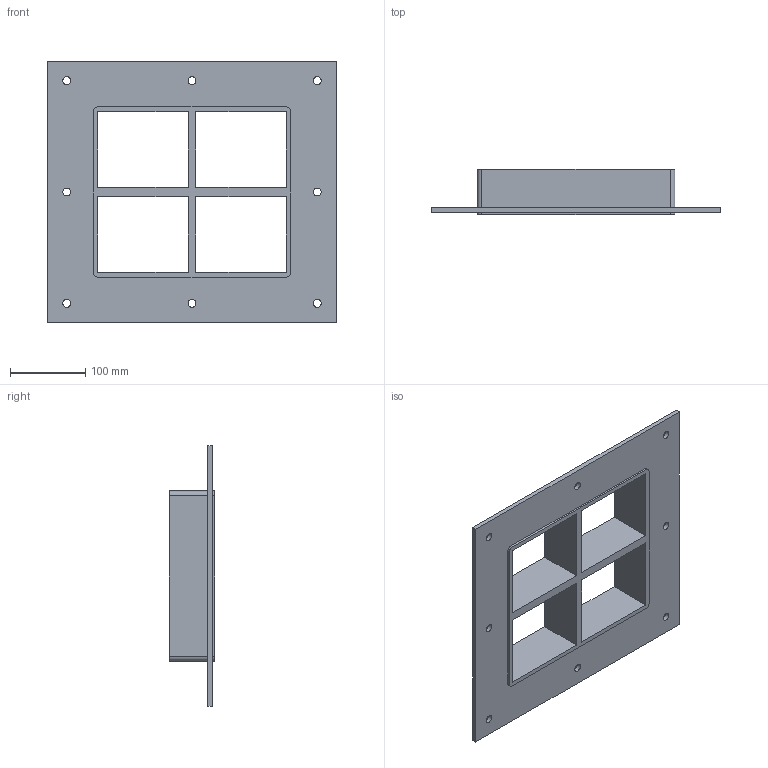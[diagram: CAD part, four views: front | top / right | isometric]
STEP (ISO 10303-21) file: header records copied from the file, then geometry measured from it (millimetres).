
FILE_DESCRIPTION((''),'2;1');
FILE_NAME('GH2+2X2.stp','2015-01-14T08:53:19',(''),(''),'Autodesk Inventor 2013','Autodesk Inventor 2013','');
FILE_SCHEMA(('AUTOMOTIVE_DESIGN { 1 0 10303 214 1 1 1 1 }'));
Length unit declared in the file: millimetre
Products named in the file (1): GH-ISO
Bounding box: 383 x 60 x 346 mm (x, y, z)
Volume: 1078014.9 mm3; surface area: 335193.7 mm2
Topology: 1 solids, 1 shells, 48 faces, 140 edges, 96 vertices
Faces by surface type: plane 32, cylinder 16
Full cylindrical faces by diameter (mm): 10.5 x8
Entity records: 1562 total; most frequent: CARTESIAN_POINT 261, DIRECTION 254, ORIENTED_EDGE 248, EDGE_CURVE 124, VECTOR 92, LINE 92, VERTEX_POINT 88, EDGE_LOOP 82
